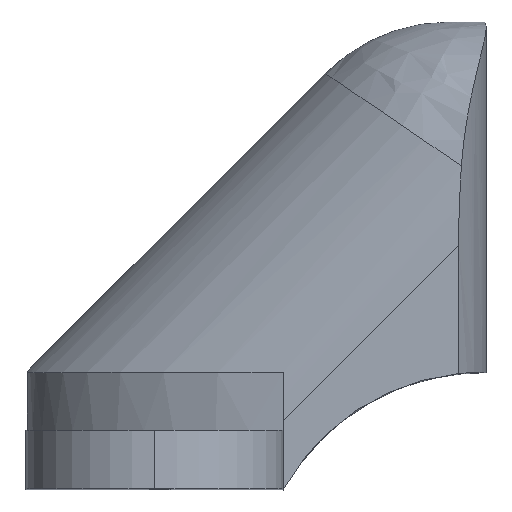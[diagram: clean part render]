
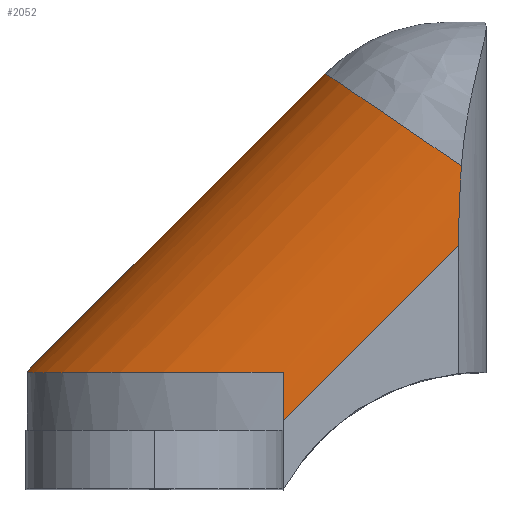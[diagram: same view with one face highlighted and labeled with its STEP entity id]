
A CAD part, top view. The second image highlights one B-rep face of the part: STEP entity #2052.
In plain terms, the highlighted cylindrical face has radius 18.5 mm (diameter 37 mm), a partial arc.
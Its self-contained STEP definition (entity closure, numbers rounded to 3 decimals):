
#19=B_SPLINE_CURVE_WITH_KNOTS('',3,(#3398,#3399,#3400,#3401),
 .UNSPECIFIED.,.F.,.F.,(4,4),(3.103,3.28),
 .UNSPECIFIED.);
#20=B_SPLINE_CURVE_WITH_KNOTS('',3,(#3404,#3405,#3406,#3407),
 .UNSPECIFIED.,.F.,.F.,(4,4),(3.633,4.295),
 .UNSPECIFIED.);
#41=ELLIPSE('',#2136,26.163,18.5);
#42=ELLIPSE('',#2137,26.163,18.5);
#45=ELLIPSE('',#2225,18.828,18.5);
#167=FACE_OUTER_BOUND('',#279,.T.);
#279=EDGE_LOOP('',(#1640,#1641,#1642,#1643,#1644,#1645,#1646));
#473=LINE('',#3397,#685);
#474=LINE('',#3403,#686);
#685=VECTOR('',#2665,10.);
#686=VECTOR('',#2666,10.);
#847=VERTEX_POINT('',#2928);
#848=VERTEX_POINT('',#2930);
#850=VERTEX_POINT('',#2941);
#978=VERTEX_POINT('',#3320);
#979=VERTEX_POINT('',#3322);
#985=VERTEX_POINT('',#3396);
#986=VERTEX_POINT('',#3402);
#1055=EDGE_CURVE('',#848,#847,#41,.F.);
#1058=EDGE_CURVE('',#850,#848,#42,.F.);
#1229=EDGE_CURVE('',#978,#979,#45,.T.);
#1238=EDGE_CURVE('',#978,#985,#473,.T.);
#1239=EDGE_CURVE('',#850,#985,#19,.T.);
#1240=EDGE_CURVE('',#847,#986,#474,.T.);
#1241=EDGE_CURVE('',#986,#979,#20,.T.);
#1640=ORIENTED_EDGE('',*,*,#1229,.F.);
#1641=ORIENTED_EDGE('',*,*,#1238,.T.);
#1642=ORIENTED_EDGE('',*,*,#1239,.F.);
#1643=ORIENTED_EDGE('',*,*,#1058,.T.);
#1644=ORIENTED_EDGE('',*,*,#1055,.T.);
#1645=ORIENTED_EDGE('',*,*,#1240,.T.);
#1646=ORIENTED_EDGE('',*,*,#1241,.T.);
#1980=CYLINDRICAL_SURFACE('',#2230,18.5);
#2052=ADVANCED_FACE('',(#167),#1980,.T.);
#2136=AXIS2_PLACEMENT_3D('',#2931,#2347,#2348);
#2137=AXIS2_PLACEMENT_3D('',#2942,#2351,#2352);
#2225=AXIS2_PLACEMENT_3D('',#3323,#2651,#2652);
#2230=AXIS2_PLACEMENT_3D('',#3395,#2663,#2664);
#2347=DIRECTION('center_axis',(-1.,0.,0.));
#2348=DIRECTION('ref_axis',(0.,1.,0.));
#2351=DIRECTION('center_axis',(0.,-1.,0.));
#2352=DIRECTION('ref_axis',(-1.,0.,0.));
#2651=DIRECTION('center_axis',(0.563,0.826,0.));
#2652=DIRECTION('ref_axis',(-0.826,0.563,0.));
#2663=DIRECTION('center_axis',(0.707,0.707,0.));
#2664=DIRECTION('ref_axis',(-0.5,0.5,0.707));
#2665=DIRECTION('',(-0.707,-0.707,0.));
#2666=DIRECTION('',(0.707,0.707,0.));
#2928=CARTESIAN_POINT('',(12.024,-74.046,117.492));
#2930=CARTESIAN_POINT('',(12.024,-69.907,117.259));
#2931=CARTESIAN_POINT('Origin',(12.024,-74.046,98.992));
#2941=CARTESIAN_POINT('',(-9.883,-69.907,100.74));
#2942=CARTESIAN_POINT('Origin',(16.163,-69.907,98.992));
#3320=CARTESIAN_POINT('',(15.607,-44.3,98.992));
#3322=CARTESIAN_POINT('',(27.258,-52.245,116.9));
#3323=CARTESIAN_POINT('Origin',(31.163,-54.907,98.992));
#3395=CARTESIAN_POINT('Origin',(18.081,-67.988,98.992));
#3396=CARTESIAN_POINT('',(-9.638,-69.545,98.992));
#3397=CARTESIAN_POINT('',(5.,-54.907,98.992));
#3398=CARTESIAN_POINT('Ctrl Pts',(-9.883,-69.907,100.74));
#3399=CARTESIAN_POINT('Ctrl Pts',(-9.823,-69.768,100.15));
#3400=CARTESIAN_POINT('Ctrl Pts',(-9.741,-69.648,99.565));
#3401=CARTESIAN_POINT('Ctrl Pts',(-9.638,-69.545,98.992));
#3402=CARTESIAN_POINT('',(27.01,-59.06,117.492));
#3403=CARTESIAN_POINT('',(18.081,-67.988,117.492));
#3404=CARTESIAN_POINT('Ctrl Pts',(27.01,-59.06,117.492));
#3405=CARTESIAN_POINT('Ctrl Pts',(27.01,-56.853,117.492));
#3406=CARTESIAN_POINT('Ctrl Pts',(27.099,-54.549,117.293));
#3407=CARTESIAN_POINT('Ctrl Pts',(27.258,-52.245,116.9));
